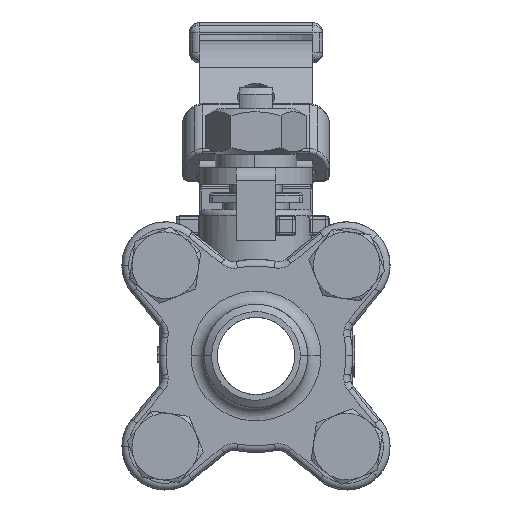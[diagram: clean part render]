
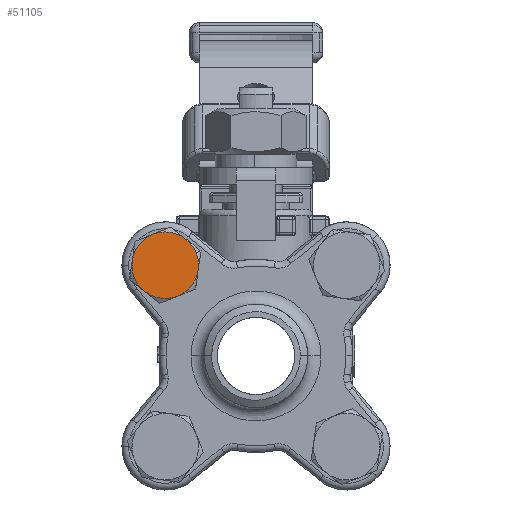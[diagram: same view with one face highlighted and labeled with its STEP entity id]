
A CAD part, left-side view. The second image highlights one B-rep face of the part: STEP entity #51105.
In plain terms, the highlighted planar face has unit normal (-1, 0, 0).
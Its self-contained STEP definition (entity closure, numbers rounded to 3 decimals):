
#50439=CARTESIAN_POINT('',(-21.88,18.56,14.328));
#50440=VERTEX_POINT('',#50439);
#50449=CARTESIAN_POINT('',(-21.88,15.466,18.255));
#50450=VERTEX_POINT('',#50449);
#50451=CARTESIAN_POINT('',(-21.88,13.612,13.612));
#50452=DIRECTION('',(-1.,-0.,-0.));
#50453=DIRECTION('',(-0.,0.929,-0.371));
#50454=AXIS2_PLACEMENT_3D('',#50451,#50452,#50453);
#50455=CIRCLE('',#50454,5.);
#50456=EDGE_CURVE('',#50450,#50440,#50455,.T.);
#50474=CARTESIAN_POINT('',(-21.88,10.517,17.539));
#50475=VERTEX_POINT('',#50474);
#50488=CARTESIAN_POINT('',(-21.88,13.612,13.612));
#50489=DIRECTION('',(-1.,-0.,-0.));
#50490=DIRECTION('',(-0.,0.929,-0.371));
#50491=AXIS2_PLACEMENT_3D('',#50488,#50489,#50490);
#50492=CIRCLE('',#50491,5.);
#50493=EDGE_CURVE('',#50475,#50450,#50492,.T.);
#50505=CARTESIAN_POINT('',(-21.88,18.255,11.758));
#50506=VERTEX_POINT('',#50505);
#50513=CARTESIAN_POINT('',(-21.88,18.56,14.328));
#50514=CARTESIAN_POINT('',(-21.88,18.592,14.112));
#50515=CARTESIAN_POINT('',(-21.88,18.609,13.894));
#50516=CARTESIAN_POINT('',(-21.88,18.611,13.676));
#50517=CARTESIAN_POINT('',(-21.88,18.614,13.458));
#50518=CARTESIAN_POINT('',(-21.88,18.603,13.239));
#50519=CARTESIAN_POINT('',(-21.88,18.577,13.023));
#50520=CARTESIAN_POINT('',(-21.88,18.551,12.806));
#50521=CARTESIAN_POINT('',(-21.88,18.511,12.591));
#50522=CARTESIAN_POINT('',(-21.88,18.458,12.38));
#50523=CARTESIAN_POINT('',(-21.88,18.404,12.168));
#50524=CARTESIAN_POINT('',(-21.88,18.336,11.96));
#50525=CARTESIAN_POINT('',(-21.88,18.255,11.758));
#50526=CARTESIAN_POINT('',(-21.88,18.174,11.555));
#50527=CARTESIAN_POINT('',(-21.88,18.08,11.358));
#50528=CARTESIAN_POINT('',(-21.88,17.974,11.167));
#50529=CARTESIAN_POINT('',(-21.88,17.867,10.977));
#50530=CARTESIAN_POINT('',(-21.88,17.748,10.794));
#50531=CARTESIAN_POINT('',(-21.88,17.617,10.619));
#50532=CARTESIAN_POINT('',(-21.88,17.487,10.444));
#50533=CARTESIAN_POINT('',(-21.88,17.345,10.278));
#50534=CARTESIAN_POINT('',(-21.88,17.192,10.122));
#50535=CARTESIAN_POINT('',(-21.88,17.04,9.966));
#50536=CARTESIAN_POINT('',(-21.88,16.878,9.819));
#50537=CARTESIAN_POINT('',(-21.88,16.706,9.684));
#50538=B_SPLINE_CURVE_WITH_KNOTS('',3,(#50513,#50514,#50515,#50516,#50517,#50518,#50519,#50520,#50521,#50522,#50523,#50524,#50525,#50526,#50527,#50528,#50529,#50530,#50531,#50532,#50533,#50534,#50535,#50536,#50537),.UNSPECIFIED.,.F.,.F.,(4,3,3,3,3,3,3,3,4),(330.,337.5,345.,352.5,360.,367.5,375.,382.5,390.),.UNSPECIFIED.);
#50539=EDGE_CURVE('',#50440,#50506,#50538,.T.);
#50557=CARTESIAN_POINT('',(-21.88,8.968,15.466));
#50558=VERTEX_POINT('',#50557);
#50565=CARTESIAN_POINT('',(-21.88,8.663,12.896));
#50566=VERTEX_POINT('',#50565);
#50567=CARTESIAN_POINT('',(-21.88,8.663,12.896));
#50568=CARTESIAN_POINT('',(-21.88,8.632,13.112));
#50569=CARTESIAN_POINT('',(-21.88,8.615,13.33));
#50570=CARTESIAN_POINT('',(-21.88,8.612,13.548));
#50571=CARTESIAN_POINT('',(-21.88,8.609,13.766));
#50572=CARTESIAN_POINT('',(-21.88,8.621,13.984));
#50573=CARTESIAN_POINT('',(-21.88,8.647,14.201));
#50574=CARTESIAN_POINT('',(-21.88,8.672,14.418));
#50575=CARTESIAN_POINT('',(-21.88,8.712,14.633));
#50576=CARTESIAN_POINT('',(-21.88,8.766,14.844));
#50577=CARTESIAN_POINT('',(-21.88,8.82,15.055));
#50578=CARTESIAN_POINT('',(-21.88,8.887,15.263));
#50579=CARTESIAN_POINT('',(-21.88,8.968,15.466));
#50580=CARTESIAN_POINT('',(-21.88,9.049,15.669));
#50581=CARTESIAN_POINT('',(-21.88,9.143,15.866));
#50582=CARTESIAN_POINT('',(-21.88,9.25,16.056));
#50583=CARTESIAN_POINT('',(-21.88,9.357,16.246));
#50584=CARTESIAN_POINT('',(-21.88,9.476,16.43));
#50585=CARTESIAN_POINT('',(-21.88,9.606,16.605));
#50586=CARTESIAN_POINT('',(-21.88,9.737,16.779));
#50587=CARTESIAN_POINT('',(-21.88,9.879,16.946));
#50588=CARTESIAN_POINT('',(-21.88,10.031,17.102));
#50589=CARTESIAN_POINT('',(-21.88,10.184,17.258));
#50590=CARTESIAN_POINT('',(-21.88,10.346,17.404));
#50591=CARTESIAN_POINT('',(-21.88,10.517,17.539));
#50592=B_SPLINE_CURVE_WITH_KNOTS('',3,(#50567,#50568,#50569,#50570,#50571,#50572,#50573,#50574,#50575,#50576,#50577,#50578,#50579,#50580,#50581,#50582,#50583,#50584,#50585,#50586,#50587,#50588,#50589,#50590,#50591),.UNSPECIFIED.,.F.,.F.,(4,3,3,3,3,3,3,3,4),(150.,157.5,165.,172.5,180.,187.5,195.,202.5,210.),.UNSPECIFIED.);
#50593=EDGE_CURVE('',#50566,#50558,#50592,.T.);
#50609=CARTESIAN_POINT('',(-21.88,11.758,8.968));
#50610=VERTEX_POINT('',#50609);
#50619=CARTESIAN_POINT('',(-21.88,16.706,9.684));
#50620=VERTEX_POINT('',#50619);
#50621=CARTESIAN_POINT('',(-21.88,13.612,13.612));
#50622=DIRECTION('',(-1.,-0.,-0.));
#50623=DIRECTION('',(-0.,0.929,-0.371));
#50624=AXIS2_PLACEMENT_3D('',#50621,#50622,#50623);
#50625=CIRCLE('',#50624,5.);
#50626=EDGE_CURVE('',#50620,#50610,#50625,.T.);
#50656=CARTESIAN_POINT('',(-21.88,13.612,13.612));
#50657=DIRECTION('',(-1.,-0.,-0.));
#50658=DIRECTION('',(-0.,0.929,-0.371));
#50659=AXIS2_PLACEMENT_3D('',#50656,#50657,#50658);
#50660=CIRCLE('',#50659,5.);
#50661=EDGE_CURVE('',#50610,#50566,#50660,.T.);
#51036=CARTESIAN_POINT('',(-21.88,13.612,13.612));
#51037=DIRECTION('',(1.,0.,0.));
#51038=DIRECTION('',(0.,-0.371,-0.929));
#51039=AXIS2_PLACEMENT_3D('',#51036,#51037,#51038);
#51040=PLANE('',#51039);
#51041=ORIENTED_EDGE('',*,*,#50456,.T.);
#51042=ORIENTED_EDGE('',*,*,#50539,.T.);
#51043=CARTESIAN_POINT('',(-21.88,18.56,14.328));
#51044=CARTESIAN_POINT('',(-21.88,18.592,14.112));
#51045=CARTESIAN_POINT('',(-21.88,18.609,13.894));
#51046=CARTESIAN_POINT('',(-21.88,18.611,13.676));
#51047=CARTESIAN_POINT('',(-21.88,18.614,13.458));
#51048=CARTESIAN_POINT('',(-21.88,18.603,13.239));
#51049=CARTESIAN_POINT('',(-21.88,18.577,13.023));
#51050=CARTESIAN_POINT('',(-21.88,18.551,12.806));
#51051=CARTESIAN_POINT('',(-21.88,18.511,12.591));
#51052=CARTESIAN_POINT('',(-21.88,18.458,12.38));
#51053=CARTESIAN_POINT('',(-21.88,18.404,12.168));
#51054=CARTESIAN_POINT('',(-21.88,18.336,11.96));
#51055=CARTESIAN_POINT('',(-21.88,18.255,11.758));
#51056=CARTESIAN_POINT('',(-21.88,18.174,11.555));
#51057=CARTESIAN_POINT('',(-21.88,18.08,11.358));
#51058=CARTESIAN_POINT('',(-21.88,17.974,11.167));
#51059=CARTESIAN_POINT('',(-21.88,17.867,10.977));
#51060=CARTESIAN_POINT('',(-21.88,17.748,10.794));
#51061=CARTESIAN_POINT('',(-21.88,17.617,10.619));
#51062=CARTESIAN_POINT('',(-21.88,17.487,10.444));
#51063=CARTESIAN_POINT('',(-21.88,17.345,10.278));
#51064=CARTESIAN_POINT('',(-21.88,17.192,10.122));
#51065=CARTESIAN_POINT('',(-21.88,17.04,9.966));
#51066=CARTESIAN_POINT('',(-21.88,16.878,9.819));
#51067=CARTESIAN_POINT('',(-21.88,16.706,9.684));
#51068=B_SPLINE_CURVE_WITH_KNOTS('',3,(#51043,#51044,#51045,#51046,#51047,#51048,#51049,#51050,#51051,#51052,#51053,#51054,#51055,#51056,#51057,#51058,#51059,#51060,#51061,#51062,#51063,#51064,#51065,#51066,#51067),.UNSPECIFIED.,.F.,.F.,(4,3,3,3,3,3,3,3,4),(330.,337.5,345.,352.5,360.,367.5,375.,382.5,390.),.UNSPECIFIED.);
#51069=EDGE_CURVE('',#50506,#50620,#51068,.T.);
#51070=ORIENTED_EDGE('',*,*,#51069,.T.);
#51071=ORIENTED_EDGE('',*,*,#50626,.T.);
#51072=ORIENTED_EDGE('',*,*,#50661,.T.);
#51073=ORIENTED_EDGE('',*,*,#50593,.T.);
#51074=CARTESIAN_POINT('',(-21.88,8.663,12.896));
#51075=CARTESIAN_POINT('',(-21.88,8.632,13.112));
#51076=CARTESIAN_POINT('',(-21.88,8.615,13.33));
#51077=CARTESIAN_POINT('',(-21.88,8.612,13.548));
#51078=CARTESIAN_POINT('',(-21.88,8.609,13.766));
#51079=CARTESIAN_POINT('',(-21.88,8.621,13.984));
#51080=CARTESIAN_POINT('',(-21.88,8.647,14.201));
#51081=CARTESIAN_POINT('',(-21.88,8.672,14.418));
#51082=CARTESIAN_POINT('',(-21.88,8.712,14.633));
#51083=CARTESIAN_POINT('',(-21.88,8.766,14.844));
#51084=CARTESIAN_POINT('',(-21.88,8.82,15.055));
#51085=CARTESIAN_POINT('',(-21.88,8.887,15.263));
#51086=CARTESIAN_POINT('',(-21.88,8.968,15.466));
#51087=CARTESIAN_POINT('',(-21.88,9.049,15.669));
#51088=CARTESIAN_POINT('',(-21.88,9.143,15.866));
#51089=CARTESIAN_POINT('',(-21.88,9.25,16.056));
#51090=CARTESIAN_POINT('',(-21.88,9.357,16.246));
#51091=CARTESIAN_POINT('',(-21.88,9.476,16.43));
#51092=CARTESIAN_POINT('',(-21.88,9.606,16.605));
#51093=CARTESIAN_POINT('',(-21.88,9.737,16.779));
#51094=CARTESIAN_POINT('',(-21.88,9.879,16.946));
#51095=CARTESIAN_POINT('',(-21.88,10.031,17.102));
#51096=CARTESIAN_POINT('',(-21.88,10.184,17.258));
#51097=CARTESIAN_POINT('',(-21.88,10.346,17.404));
#51098=CARTESIAN_POINT('',(-21.88,10.517,17.539));
#51099=B_SPLINE_CURVE_WITH_KNOTS('',3,(#51074,#51075,#51076,#51077,#51078,#51079,#51080,#51081,#51082,#51083,#51084,#51085,#51086,#51087,#51088,#51089,#51090,#51091,#51092,#51093,#51094,#51095,#51096,#51097,#51098),.UNSPECIFIED.,.F.,.F.,(4,3,3,3,3,3,3,3,4),(150.,157.5,165.,172.5,180.,187.5,195.,202.5,210.),.UNSPECIFIED.);
#51100=EDGE_CURVE('',#50558,#50475,#51099,.T.);
#51101=ORIENTED_EDGE('',*,*,#51100,.T.);
#51102=ORIENTED_EDGE('',*,*,#50493,.T.);
#51103=EDGE_LOOP('',(#51041,#51042,#51070,#51071,#51072,#51073,#51101,#51102));
#51104=FACE_BOUND('',#51103,.T.);
#51105=ADVANCED_FACE('',(#51104),#51040,.F.);
